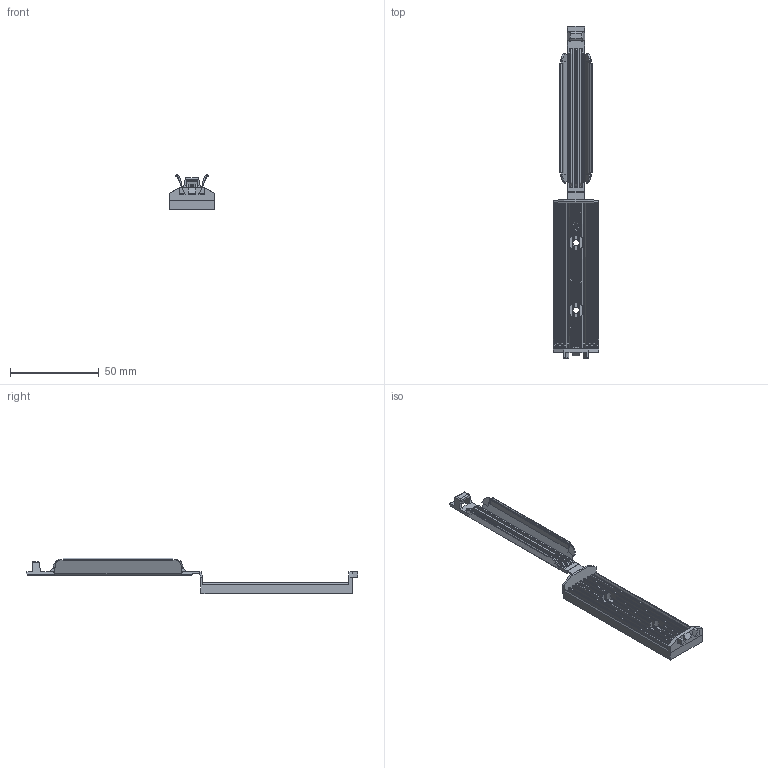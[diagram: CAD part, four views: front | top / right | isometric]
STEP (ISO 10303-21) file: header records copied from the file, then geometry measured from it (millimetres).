
FILE_DESCRIPTION(/* description */ (''),/* implementation_level */ '2;1');
FILE_NAME(/* name */ 'PANDUIT_FCM3.25-S6',/* time_stamp */ '2011-06-13T12:12:18-05:00',/* author */ (''),/* organization */ (''),/* preprocessor_version */ 'ST-DEVELOPER v9',/* originating_system */ 'UGS - NX 3.0',/* authorisation */ '');
FILE_SCHEMA (('CONFIG_CONTROL_DESIGN'));
Length unit declared in the file: inch
Products named in the file (1): 10B015EH_00
Bounding box: 25.48 x 187.33 x 19.96 mm (x, y, z)
Volume: 12547.5 mm3; surface area: 17920.8 mm2
Topology: 5 solids, 5 shells, 352 faces, 958 edges, 610 vertices
Faces by surface type: plane 169, cylinder 143, bspline 36, sphere 4
Full cylindrical faces by diameter (mm): 3.556 x2
Entity records: 12034 total; most frequent: CARTESIAN_POINT 3087, ORIENTED_EDGE 1904, DIRECTION 1840, EDGE_CURVE 952, AXIS2_PLACEMENT_3D 635, VERTEX_POINT 610, LINE 570, VECTOR 570
